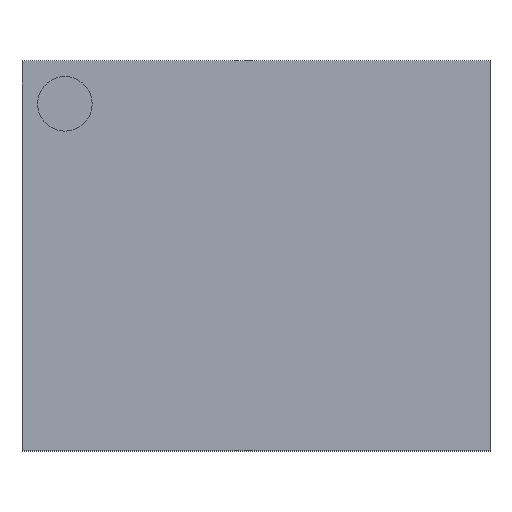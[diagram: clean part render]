
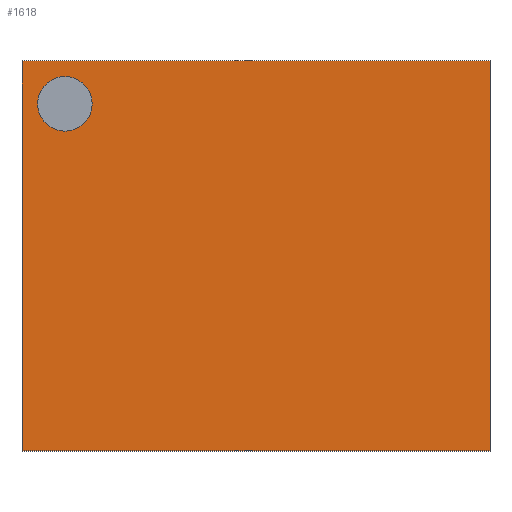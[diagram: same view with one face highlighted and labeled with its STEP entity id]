
A CAD part, top view. The second image highlights one B-rep face of the part: STEP entity #1618.
In plain terms, the highlighted planar face has unit normal (0, 0, 1).
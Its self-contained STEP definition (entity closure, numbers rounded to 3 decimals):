
#17=FACE_BOUND('',#279,.T.);
#64=CIRCLE('',#1726,0.35);
#183=FACE_OUTER_BOUND('',#278,.T.);
#278=EDGE_LOOP('',(#1408,#1409,#1410,#1411));
#279=EDGE_LOOP('',(#1412));
#449=LINE('',#2634,#633);
#456=LINE('',#2646,#640);
#462=LINE('',#2654,#646);
#464=LINE('',#2657,#648);
#633=VECTOR('',#2175,5.);
#640=VECTOR('',#2184,5.);
#646=VECTOR('',#2192,6.);
#648=VECTOR('',#2196,6.);
#753=VERTEX_POINT('',#2529);
#788=VERTEX_POINT('',#2631);
#789=VERTEX_POINT('',#2633);
#792=VERTEX_POINT('',#2643);
#793=VERTEX_POINT('',#2645);
#947=EDGE_CURVE('',#753,#753,#64,.T.);
#997=EDGE_CURVE('',#789,#788,#449,.T.);
#1004=EDGE_CURVE('',#793,#792,#456,.T.);
#1010=EDGE_CURVE('',#788,#793,#462,.T.);
#1012=EDGE_CURVE('',#792,#789,#464,.T.);
#1408=ORIENTED_EDGE('',*,*,#1012,.T.);
#1409=ORIENTED_EDGE('',*,*,#997,.T.);
#1410=ORIENTED_EDGE('',*,*,#1010,.T.);
#1411=ORIENTED_EDGE('',*,*,#1004,.T.);
#1412=ORIENTED_EDGE('',*,*,#947,.T.);
#1524=PLANE('',#1757);
#1618=ADVANCED_FACE('',(#183,#17),#1524,.T.);
#1726=AXIS2_PLACEMENT_3D('',#2530,#2079,#2080);
#1757=AXIS2_PLACEMENT_3D('',#2658,#2197,#2198);
#2079=DIRECTION('center_axis',(0.,0.,-1.));
#2080=DIRECTION('ref_axis',(-1.,0.,0.));
#2175=DIRECTION('',(0.,1.,0.));
#2184=DIRECTION('',(0.,-1.,0.));
#2192=DIRECTION('',(-1.,0.,0.));
#2196=DIRECTION('',(1.,0.,0.));
#2197=DIRECTION('center_axis',(0.,0.,1.));
#2198=DIRECTION('ref_axis',(1.,0.,0.));
#2529=CARTESIAN_POINT('',(-2.1,1.95,0.9));
#2530=CARTESIAN_POINT('Origin',(-2.45,1.95,0.9));
#2631=CARTESIAN_POINT('',(3.,2.5,0.9));
#2633=CARTESIAN_POINT('',(3.,-2.5,0.9));
#2634=CARTESIAN_POINT('',(3.,3.5,0.9));
#2643=CARTESIAN_POINT('',(-3.,-2.5,0.9));
#2645=CARTESIAN_POINT('',(-3.,2.5,0.9));
#2646=CARTESIAN_POINT('',(-3.,-2.5,0.9));
#2654=CARTESIAN_POINT('',(-3.,2.5,0.9));
#2657=CARTESIAN_POINT('',(5.,-2.5,0.9));
#2658=CARTESIAN_POINT('Origin',(1.,0.5,0.9));
